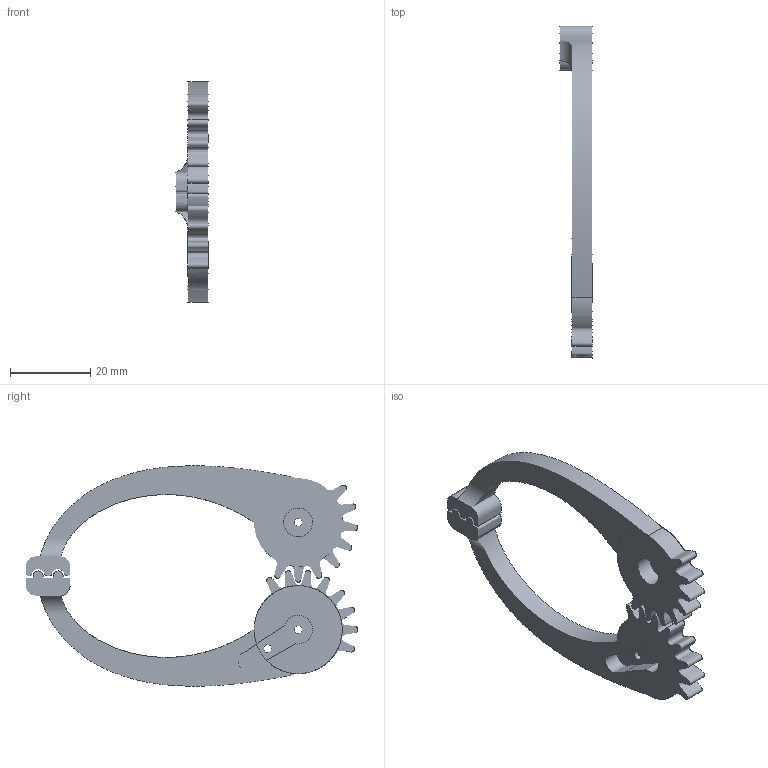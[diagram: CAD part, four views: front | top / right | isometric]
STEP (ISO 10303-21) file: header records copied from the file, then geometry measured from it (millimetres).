
FILE_DESCRIPTION(/* description */ ('STEP AP242 Edition 2','CAx-IF Rec.Pracs.---Representation and Presentation of Product Manufacturing Information (PMI)---4.0---2014-10-13','CAx-IF Rec.Pracs.---3D Tessellated Geometry---0.4---2014-09-14','2;1','CAx-IF Rec.Pracs.---User Defined Attributes---1.5---2016-08-15'),/* implementation_level */ '2;1');
FILE_NAME(/* name */ 'ServoGripper90g_v1-A',/* time_stamp */ '2025-12-29T15:13:41Z',/* author */ (''),/* organization */ (''),/* preprocessor_version */ 'ST-DEVELOPER v20',/* originating_system */ 'ONSHAPE BY PTC INC, 1.208',/* authorisation */ ' ');
FILE_SCHEMA (('AP242_MANAGED_MODEL_BASED_3D_ENGINEERING_MIM_LF { 1 0 10303 442 3 1 4 }'));
Length unit declared in the file: metre
Products named in the file (34): Surface 27; Surface 26; Surface 25; Part 1; Surface 24; Part 2; Surface 23; Surface 1; Surface 22; Surface 2; Surface 21; Surface 3; Surface 4; Surface 29; Surface 20; Surface 5; Surface 28; Surface 19; Surface 6; Surface 30; Surface 18; Surface 7; Surface 14; Surface 17; Surface 8; Surface 32; Surface 12; Surface 16; Surface 9; Surface 31; Surface 13; Surface 15; Surface 10; Surface 11
Bounding box: 8 x 82.94 x 55.06 mm (x, y, z)
Surface area: 21471.6 mm2 (no closed solid volume)
Topology: 0 solids, 34 shells, 34 faces, 0 edges, 0 vertices
Faces by surface type: other 34
Entity records: 1266 total; most frequent: STYLED_ITEM 68, PRESENTATION_STYLE_ASSIGNMENT 68, SURFACE_STYLE_USAGE 68, SURFACE_SIDE_STYLE 68, SURFACE_STYLE_FILL_AREA 68, FILL_AREA_STYLE 68, FILL_AREA_STYLE_COLOUR 68, DIRECTION 68
